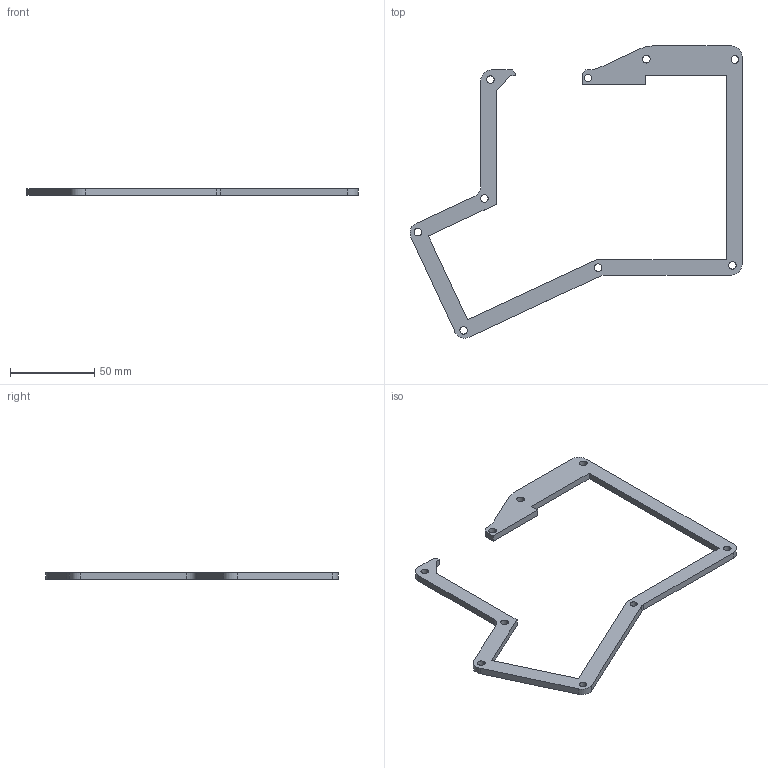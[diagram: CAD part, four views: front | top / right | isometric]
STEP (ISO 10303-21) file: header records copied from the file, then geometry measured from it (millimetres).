
FILE_DESCRIPTION (( 'STEP AP214' ), '1' );
FILE_NAME ('Plate, Spacer, #2.STEP', '2016-04-06T15:26:50', ( 'bmuzzin' ), ( '' ), 'SwSTEP 2.0', 'SolidWorks 2015', '' );
FILE_SCHEMA (( 'AUTOMOTIVE_DESIGN' ));
Length unit declared in the file: inch
Products named in the file (1): Plate, Spacer, #2
Bounding box: 196.54 x 173.04 x 4 mm (x, y, z)
Volume: 23383.1 mm3; surface area: 16851.8 mm2
Topology: 1 solids, 1 shells, 54 faces, 156 edges, 104 vertices
Faces by surface type: cylinder 27, plane 27
Entity records: 1870 total; most frequent: DIRECTION 320, CARTESIAN_POINT 315, ORIENTED_EDGE 312, EDGE_CURVE 156, AXIS2_PLACEMENT_3D 109, VERTEX_POINT 104, VECTOR 102, LINE 102
